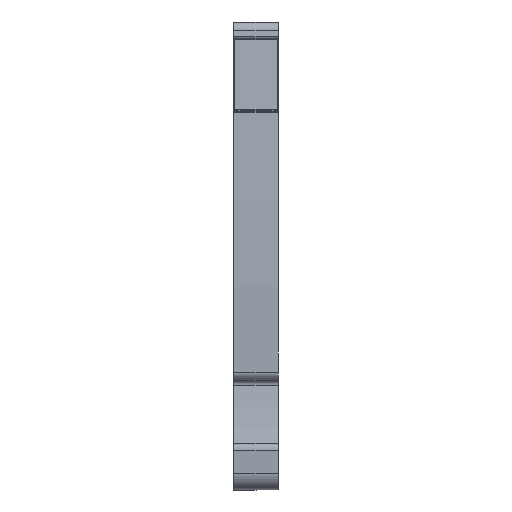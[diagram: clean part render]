
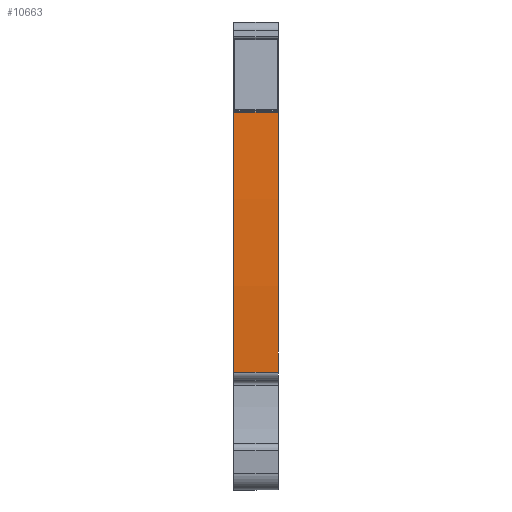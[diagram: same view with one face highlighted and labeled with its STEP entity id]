
A CAD part, front view. The second image highlights one B-rep face of the part: STEP entity #10663.
In plain terms, the highlighted cylindrical face has radius 240 mm (diameter 480 mm), a partial arc.
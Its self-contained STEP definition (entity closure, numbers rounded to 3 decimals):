
#1602=AXIS2_PLACEMENT_3D('Circle Axis2P3D',#1600,#1601,$) ;
#5243=AXIS2_PLACEMENT_3D('Circle Axis2P3D',#5241,#5242,$) ;
#10076=AXIS2_PLACEMENT_3D('Cylinder Axis2P3D',#10073,#10074,#10075) ;
#1597=CARTESIAN_POINT('Vertex',(5.1,1.73,42.906)) ;
#1600=CARTESIAN_POINT('Axis2P3D Location',(5.1,241.169,26.5)) ;
#1604=CARTESIAN_POINT('Vertex',(5.1,1.527,13.395)) ;
#5238=CARTESIAN_POINT('Vertex',(0.,1.527,13.395)) ;
#5241=CARTESIAN_POINT('Axis2P3D Location',(0.,241.169,26.5)) ;
#5245=CARTESIAN_POINT('Vertex',(0.,1.73,42.906)) ;
#10073=CARTESIAN_POINT('Axis2P3D Location',(2.55,241.169,26.5)) ;
#10640=CARTESIAN_POINT('Line Origine',(2.55,1.73,42.906)) ;
#10652=CARTESIAN_POINT('Line Origine',(2.55,1.527,13.395)) ;
#1601=DIRECTION('Axis2P3D Direction',(1.,0.,0.)) ;
#5242=DIRECTION('Axis2P3D Direction',(1.,0.,0.)) ;
#10074=DIRECTION('Axis2P3D Direction',(1.,0.,0.)) ;
#10075=DIRECTION('Axis2P3D XDirection',(0.,-0.994,0.107)) ;
#10641=DIRECTION('Vector Direction',(1.,0.,0.)) ;
#10653=DIRECTION('Vector Direction',(1.,0.,0.)) ;
#10642=VECTOR('Line Direction',#10641,1.) ;
#10654=VECTOR('Line Direction',#10653,1.) ;
#10658=ORIENTED_EDGE('',*,*,#5247,.T.) ;
#10659=ORIENTED_EDGE('',*,*,#10656,.T.) ;
#10660=ORIENTED_EDGE('',*,*,#1606,.F.) ;
#10661=ORIENTED_EDGE('',*,*,#10644,.F.) ;
#10663=ADVANCED_FACE('MLD',(#10662),#10077,.T.) ;
#1603=CIRCLE('generated circle',#1602,240.) ;
#5244=CIRCLE('generated circle',#5243,240.) ;
#10077=CYLINDRICAL_SURFACE('generated cylinder',#10076,240.) ;
#1606=EDGE_CURVE('',#1598,#1605,#1603,.T.) ;
#5247=EDGE_CURVE('',#5246,#5239,#5244,.T.) ;
#10644=EDGE_CURVE('',#5246,#1598,#10643,.T.) ;
#10656=EDGE_CURVE('',#5239,#1605,#10655,.T.) ;
#10657=EDGE_LOOP('',(#10658,#10659,#10660,#10661)) ;
#10662=FACE_OUTER_BOUND('',#10657,.T.) ;
#10643=LINE('Line',#10640,#10642) ;
#10655=LINE('Line',#10652,#10654) ;
#1598=VERTEX_POINT('',#1597) ;
#1605=VERTEX_POINT('',#1604) ;
#5239=VERTEX_POINT('',#5238) ;
#5246=VERTEX_POINT('',#5245) ;
